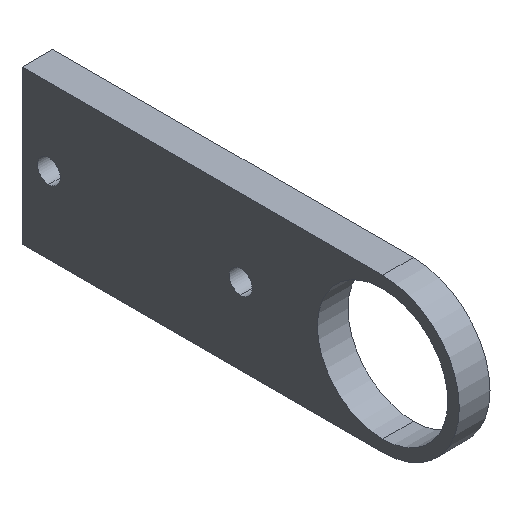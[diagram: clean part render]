
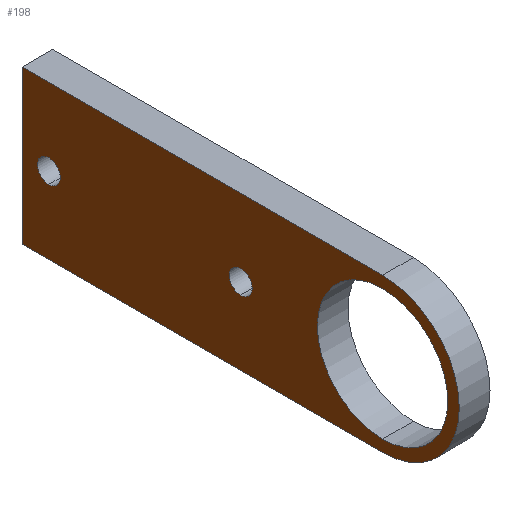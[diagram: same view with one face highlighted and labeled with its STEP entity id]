
A CAD part, isometric view. The second image highlights one B-rep face of the part: STEP entity #198.
In plain terms, the highlighted planar face has unit normal (-1, 0, 0).
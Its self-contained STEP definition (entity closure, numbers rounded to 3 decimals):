
#2 = LINE ( 'NONE', #408, #181 ) ;
#5 = DIRECTION ( 'NONE',  ( 1., 0., 0. ) ) ;
#11 = VECTOR ( 'NONE', #202, 1000. ) ;
#15 = CARTESIAN_POINT ( 'NONE',  ( 0., 26., 10. ) ) ;
#17 = EDGE_CURVE ( 'NONE', #229, #78, #2, .T. ) ;
#25 = DIRECTION ( 'NONE',  ( 0., 0., -1. ) ) ;
#28 = CIRCLE ( 'NONE', #369, 1.5 ) ;
#30 = ORIENTED_EDGE ( 'NONE', *, *, #412, .T. ) ;
#33 = CARTESIAN_POINT ( 'NONE',  ( 0., -2.5, 0. ) ) ;
#43 = DIRECTION ( 'NONE',  ( 1., 0., 0. ) ) ;
#49 = ORIENTED_EDGE ( 'NONE', *, *, #127, .T. ) ;
#51 = CIRCLE ( 'NONE', #167, 8.5 ) ;
#58 = CARTESIAN_POINT ( 'NONE',  ( 0., 0., 0. ) ) ;
#63 = PLANE ( 'NONE',  #187 ) ;
#71 = CARTESIAN_POINT ( 'NONE',  ( 0., -2.5, -1.5 ) ) ;
#74 = FACE_BOUND ( 'NONE', #164, .T. ) ;
#76 = DIRECTION ( 'NONE',  ( 0., 0., -1. ) ) ;
#78 = VERTEX_POINT ( 'NONE', #15 ) ;
#86 = EDGE_CURVE ( 'NONE', #78, #194, #170, .T. ) ;
#89 = DIRECTION ( 'NONE',  ( 0., 0., 1. ) ) ;
#96 = CARTESIAN_POINT ( 'NONE',  ( 0., 0., -10. ) ) ;
#97 = CIRCLE ( 'NONE', #461, 1.5 ) ;
#101 = DIRECTION ( 'NONE',  ( 1., 0., 0. ) ) ;
#114 = CIRCLE ( 'NONE', #295, 1.5 ) ;
#118 = AXIS2_PLACEMENT_3D ( 'NONE', #364, #43, #398 ) ;
#120 = CIRCLE ( 'NONE', #349, 8.5 ) ;
#126 = VERTEX_POINT ( 'NONE', #166 ) ;
#127 = EDGE_CURVE ( 'NONE', #438, #447, #28, .T. ) ;
#128 = DIRECTION ( 'NONE',  ( 0., -1., 0. ) ) ;
#132 = EDGE_CURVE ( 'NONE', #229, #165, #384, .T. ) ;
#138 = VECTOR ( 'NONE', #128, 1000. ) ;
#141 = EDGE_CURVE ( 'NONE', #368, #271, #97, .T. ) ;
#148 = DIRECTION ( 'NONE',  ( 1., 0., 0. ) ) ;
#158 = FACE_BOUND ( 'NONE', #427, .T. ) ;
#164 = EDGE_LOOP ( 'NONE', ( #174, #49 ) ) ;
#165 = VERTEX_POINT ( 'NONE', #169 ) ;
#166 = CARTESIAN_POINT ( 'NONE',  ( 0., -21., -8.5 ) ) ;
#167 = AXIS2_PLACEMENT_3D ( 'NONE', #186, #254, #76 ) ;
#169 = CARTESIAN_POINT ( 'NONE',  ( 0., -21., -10. ) ) ;
#170 = LINE ( 'NONE', #440, #138 ) ;
#172 = CARTESIAN_POINT ( 'NONE',  ( 0., -21., 8.5 ) ) ;
#174 = ORIENTED_EDGE ( 'NONE', *, *, #374, .T. ) ;
#181 = VECTOR ( 'NONE', #89, 1000. ) ;
#185 = CARTESIAN_POINT ( 'NONE',  ( 0., 22.5, -1.5 ) ) ;
#186 = CARTESIAN_POINT ( 'NONE',  ( 0., -21., 0. ) ) ;
#187 = AXIS2_PLACEMENT_3D ( 'NONE', #58, #101, #339 ) ;
#191 = ORIENTED_EDGE ( 'NONE', *, *, #86, .F. ) ;
#193 = CIRCLE ( 'NONE', #118, 1.5 ) ;
#194 = VERTEX_POINT ( 'NONE', #243 ) ;
#198 = ADVANCED_FACE ( 'NONE', ( #158, #347, #74, #199 ), #63, .F. ) ;
#199 = FACE_OUTER_BOUND ( 'NONE', #340, .T. ) ;
#202 = DIRECTION ( 'NONE',  ( 0., -1., 0. ) ) ;
#220 = CARTESIAN_POINT ( 'NONE',  ( 0., -21., 0. ) ) ;
#222 = ORIENTED_EDGE ( 'NONE', *, *, #141, .T. ) ;
#229 = VERTEX_POINT ( 'NONE', #241 ) ;
#235 = ORIENTED_EDGE ( 'NONE', *, *, #432, .F. ) ;
#241 = CARTESIAN_POINT ( 'NONE',  ( 0., 26., -10. ) ) ;
#243 = CARTESIAN_POINT ( 'NONE',  ( 0., -21., 10. ) ) ;
#254 = DIRECTION ( 'NONE',  ( 1., 0., 0. ) ) ;
#271 = VERTEX_POINT ( 'NONE', #71 ) ;
#278 = CARTESIAN_POINT ( 'NONE',  ( 0., -2.5, 1.5 ) ) ;
#288 = CARTESIAN_POINT ( 'NONE',  ( 0., 22.5, 1.5 ) ) ;
#289 = CARTESIAN_POINT ( 'NONE',  ( 0., -21., 0. ) ) ;
#295 = AXIS2_PLACEMENT_3D ( 'NONE', #33, #316, #393 ) ;
#306 = DIRECTION ( 'NONE',  ( 0., 0., -1. ) ) ;
#307 = DIRECTION ( 'NONE',  ( 1., 0., 0. ) ) ;
#316 = DIRECTION ( 'NONE',  ( 1., 0., 0. ) ) ;
#318 = AXIS2_PLACEMENT_3D ( 'NONE', #289, #5, #397 ) ;
#339 = DIRECTION ( 'NONE',  ( 0., 0., -1. ) ) ;
#340 = EDGE_LOOP ( 'NONE', ( #191, #459, #360, #235 ) ) ;
#345 = DIRECTION ( 'NONE',  ( 1., 0., 0. ) ) ;
#347 = FACE_BOUND ( 'NONE', #367, .T. ) ;
#349 = AXIS2_PLACEMENT_3D ( 'NONE', #220, #148, #365 ) ;
#360 = ORIENTED_EDGE ( 'NONE', *, *, #132, .T. ) ;
#363 = EDGE_CURVE ( 'NONE', #271, #368, #114, .T. ) ;
#364 = CARTESIAN_POINT ( 'NONE',  ( 0., 22.5, 0. ) ) ;
#365 = DIRECTION ( 'NONE',  ( 0., 0., -1. ) ) ;
#367 = EDGE_LOOP ( 'NONE', ( #378, #30 ) ) ;
#368 = VERTEX_POINT ( 'NONE', #278 ) ;
#369 = AXIS2_PLACEMENT_3D ( 'NONE', #414, #345, #306 ) ;
#374 = EDGE_CURVE ( 'NONE', #447, #438, #193, .T. ) ;
#376 = EDGE_CURVE ( 'NONE', #422, #126, #120, .T. ) ;
#378 = ORIENTED_EDGE ( 'NONE', *, *, #376, .T. ) ;
#384 = LINE ( 'NONE', #96, #11 ) ;
#385 = CARTESIAN_POINT ( 'NONE',  ( 0., -2.5, 0. ) ) ;
#390 = CIRCLE ( 'NONE', #318, 10. ) ;
#393 = DIRECTION ( 'NONE',  ( 0., 0., -1. ) ) ;
#397 = DIRECTION ( 'NONE',  ( 0., 0., -1. ) ) ;
#398 = DIRECTION ( 'NONE',  ( 0., 0., -1. ) ) ;
#404 = ORIENTED_EDGE ( 'NONE', *, *, #363, .T. ) ;
#408 = CARTESIAN_POINT ( 'NONE',  ( 0., 26., 0. ) ) ;
#412 = EDGE_CURVE ( 'NONE', #126, #422, #51, .T. ) ;
#414 = CARTESIAN_POINT ( 'NONE',  ( 0., 22.5, 0. ) ) ;
#422 = VERTEX_POINT ( 'NONE', #172 ) ;
#427 = EDGE_LOOP ( 'NONE', ( #222, #404 ) ) ;
#432 = EDGE_CURVE ( 'NONE', #194, #165, #390, .T. ) ;
#438 = VERTEX_POINT ( 'NONE', #185 ) ;
#440 = CARTESIAN_POINT ( 'NONE',  ( 0., 0., 10. ) ) ;
#447 = VERTEX_POINT ( 'NONE', #288 ) ;
#459 = ORIENTED_EDGE ( 'NONE', *, *, #17, .F. ) ;
#461 = AXIS2_PLACEMENT_3D ( 'NONE', #385, #307, #25 ) ;
